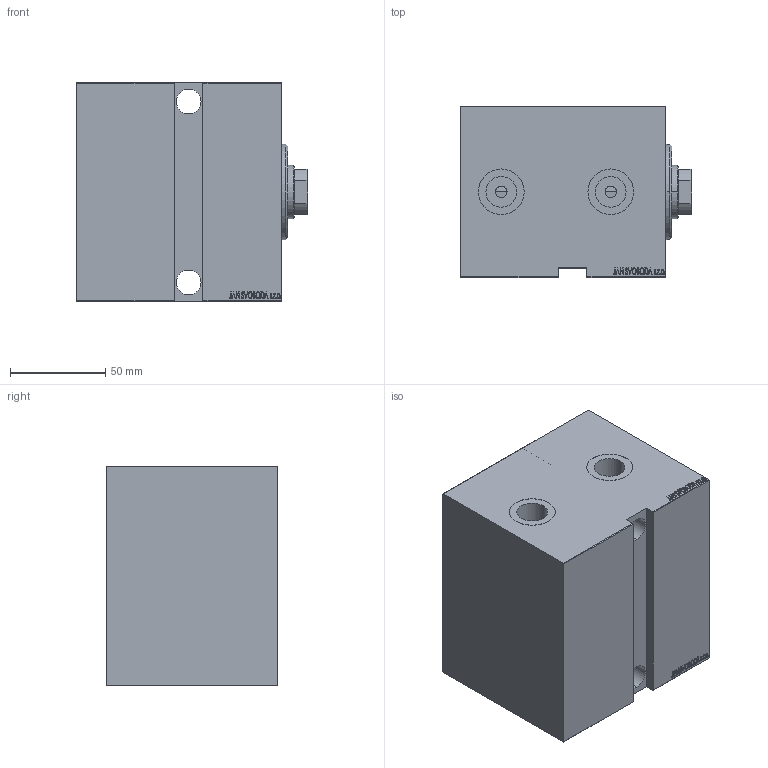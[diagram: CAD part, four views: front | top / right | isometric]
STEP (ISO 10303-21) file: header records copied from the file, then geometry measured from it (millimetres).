
FILE_DESCRIPTION (( 'STEP AP203' ), '1' );
FILE_NAME ('9926.STEP', '2024-02-13T09:15:57', ( '' ), ( '' ), 'SwSTEP 2.0', 'SolidWorks 2019', '' );
FILE_SCHEMA (( 'CONFIG_CONTROL_DESIGN' ));
Length unit declared in the file: millimetre
Products named in the file (4): V450CM_VC_B 44e7252aa3ca9d88facf1e2b04ee9c1a; 9926; V450CM_E_Body 44e7252aa3ca9d88facf1e2b04ee9c1a; V450CM_E_VCP 44e7252aa3ca9d88facf1e2b04ee9c1a
Assembly tree (3 placements, depth 2):
  9926
    V450CM_E_Body 44e7252aa3ca9d88facf1e2b04ee9c1a
    V450CM_E_VCP 44e7252aa3ca9d88facf1e2b04ee9c1a
    V450CM_VC_B 44e7252aa3ca9d88facf1e2b04ee9c1a
Bounding box: 121.5 x 90 x 115 mm (x, y, z)
Volume: 1012183.1 mm3; surface area: 129660.5 mm2
Topology: 3 solids, 3 shells, 846 faces, 2180 edges, 1445 vertices
Faces by surface type: plane 408, bspline 380, cylinder 44, cone 14
Entity records: 42972 total; most frequent: CARTESIAN_POINT 24463, ORIENTED_EDGE 4356, DIRECTION 2450, EDGE_CURVE 2178, VERTEX_POINT 1445, VECTOR 1306, LINE 1306, EDGE_LOOP 963
